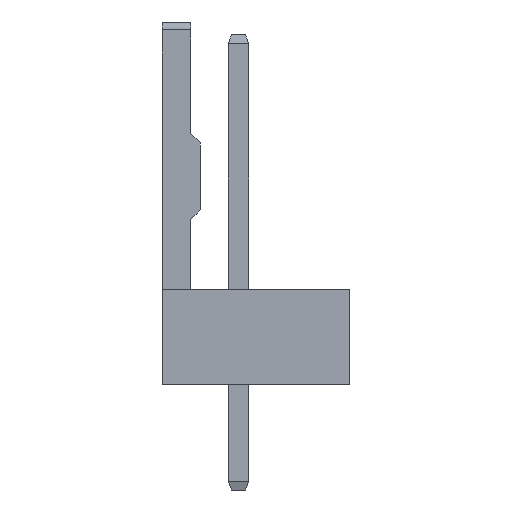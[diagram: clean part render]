
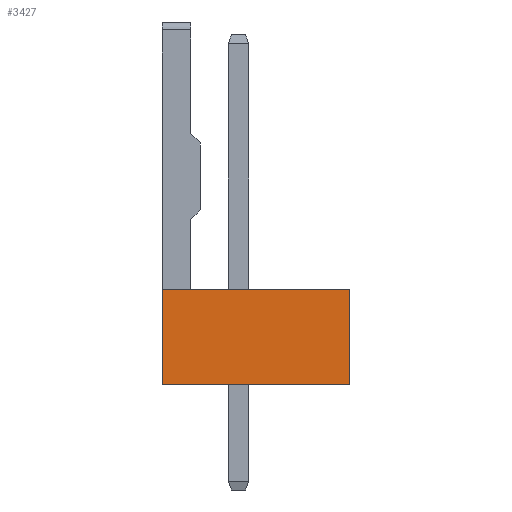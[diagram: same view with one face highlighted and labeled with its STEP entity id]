
A CAD part, left-side view. The second image highlights one B-rep face of the part: STEP entity #3427.
In plain terms, the highlighted planar face has unit normal (-1, 0, 0).
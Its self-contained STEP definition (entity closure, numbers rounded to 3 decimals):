
#67 = VERTEX_POINT ( 'NONE', #7258 ) ;
#115 = CARTESIAN_POINT ( 'NONE',  ( -1.27, -3.5, 3. ) ) ;
#701 = EDGE_CURVE ( 'NONE', #979, #67, #10984, .T. ) ;
#807 = DIRECTION ( 'NONE',  ( 0., 1., 0. ) ) ;
#979 = VERTEX_POINT ( 'NONE', #7073 ) ;
#1485 = CARTESIAN_POINT ( 'NONE',  ( -1.27, 2.4, 0. ) ) ;
#2056 = CARTESIAN_POINT ( 'NONE',  ( -1.27, 2.4, 0. ) ) ;
#2206 = VECTOR ( 'NONE', #807, 1000. ) ;
#2466 = PLANE ( 'NONE',  #9445 ) ;
#2491 = EDGE_CURVE ( 'NONE', #979, #3407, #6546, .T. ) ;
#2837 = DIRECTION ( 'NONE',  ( 0., 0., 1. ) ) ;
#3316 = VECTOR ( 'NONE', #2837, 1000. ) ;
#3336 = CARTESIAN_POINT ( 'NONE',  ( -1.27, 2.4, 0. ) ) ;
#3407 = VERTEX_POINT ( 'NONE', #7065 ) ;
#3427 = ADVANCED_FACE ( 'NONE', ( #11198 ), #2466, .T. ) ;
#4409 = DIRECTION ( 'NONE',  ( 0., 0., 1. ) ) ;
#4600 = VERTEX_POINT ( 'NONE', #115 ) ;
#4689 = CARTESIAN_POINT ( 'NONE',  ( -1.27, -3.5, 0. ) ) ;
#4718 = LINE ( 'NONE', #12100, #2206 ) ;
#5248 = EDGE_CURVE ( 'NONE', #4600, #3407, #4718, .T. ) ;
#5310 = DIRECTION ( 'NONE',  ( -1., 0., 0. ) ) ;
#6546 = LINE ( 'NONE', #3336, #10921 ) ;
#6717 = ORIENTED_EDGE ( 'NONE', *, *, #5248, .T. ) ;
#6863 = ORIENTED_EDGE ( 'NONE', *, *, #10018, .T. ) ;
#7065 = CARTESIAN_POINT ( 'NONE',  ( -1.27, 2.4, 3. ) ) ;
#7073 = CARTESIAN_POINT ( 'NONE',  ( -1.27, 2.4, 0. ) ) ;
#7102 = DIRECTION ( 'NONE',  ( 0., 0., 1. ) ) ;
#7258 = CARTESIAN_POINT ( 'NONE',  ( -1.27, -3.5, 0. ) ) ;
#7989 = LINE ( 'NONE', #4689, #3316 ) ;
#8247 = EDGE_LOOP ( 'NONE', ( #6717, #9120, #12018, #6863 ) ) ;
#9120 = ORIENTED_EDGE ( 'NONE', *, *, #2491, .F. ) ;
#9445 = AXIS2_PLACEMENT_3D ( 'NONE', #1485, #5310, #7102 ) ;
#10018 = EDGE_CURVE ( 'NONE', #67, #4600, #7989, .T. ) ;
#10685 = VECTOR ( 'NONE', #11466, 1000. ) ;
#10921 = VECTOR ( 'NONE', #4409, 1000. ) ;
#10984 = LINE ( 'NONE', #2056, #10685 ) ;
#11198 = FACE_OUTER_BOUND ( 'NONE', #8247, .T. ) ;
#11466 = DIRECTION ( 'NONE',  ( 0., -1., 0. ) ) ;
#12018 = ORIENTED_EDGE ( 'NONE', *, *, #701, .T. ) ;
#12100 = CARTESIAN_POINT ( 'NONE',  ( -1.27, 2.4, 3. ) ) ;
